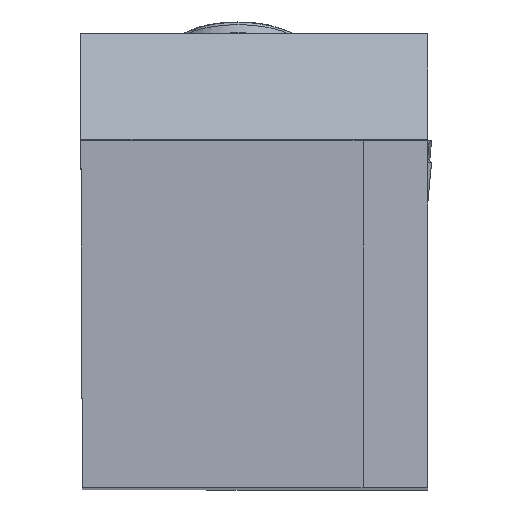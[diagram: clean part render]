
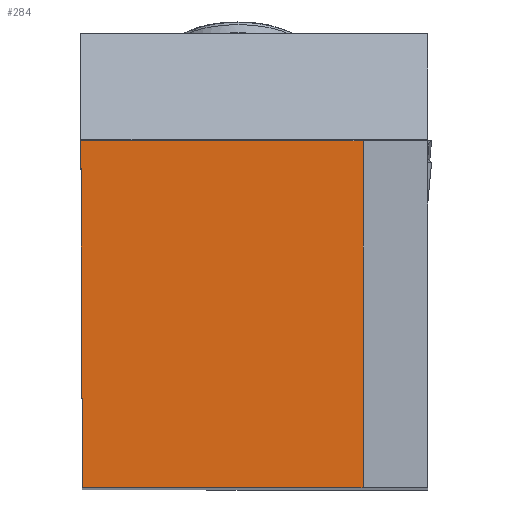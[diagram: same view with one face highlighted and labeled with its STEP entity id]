
A CAD part, top view. The second image highlights one B-rep face of the part: STEP entity #284.
In plain terms, the highlighted planar face has unit normal (0, 0, 1).
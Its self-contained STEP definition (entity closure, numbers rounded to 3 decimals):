
#284=ADVANCED_FACE('BLANK_BOXF006',(#429),#376,.T.);
#376=PLANE('',#1950);
#429=FACE_OUTER_BOUND('',#522,.T.);
#522=EDGE_LOOP('',(#696,#697,#698,#699));
#696=ORIENTED_EDGE('',*,*,#1365,.T.);
#697=ORIENTED_EDGE('',*,*,#1341,.T.);
#698=ORIENTED_EDGE('',*,*,#1322,.F.);
#699=ORIENTED_EDGE('',*,*,#1366,.F.);
#1151=VERTEX_POINT('',#2652);
#1152=VERTEX_POINT('',#2653);
#1163=VERTEX_POINT('',#2687);
#1177=VERTEX_POINT('',#2774);
#1322=EDGE_CURVE('',#1151,#1152,#1579,.T.);
#1341=EDGE_CURVE('',#1163,#1152,#1593,.T.);
#1365=EDGE_CURVE('',#1177,#1163,#1605,.T.);
#1366=EDGE_CURVE('',#1177,#1151,#1606,.T.);
#1579=LINE('',#2651,#1725);
#1593=LINE('',#2686,#1739);
#1605=LINE('',#2773,#1751);
#1606=LINE('',#2775,#1752);
#1725=VECTOR('',#2130,1.);
#1739=VECTOR('',#2162,1.);
#1751=VECTOR('',#2200,1.);
#1752=VECTOR('',#2201,1.);
#1950=AXIS2_PLACEMENT_3D('',#2776,#2202,#2203);
#2130=DIRECTION('',(-1.,0.,0.));
#2162=DIRECTION('',(0.004,-1.,0.));
#2200=DIRECTION('',(-1.,0.,0.));
#2201=DIRECTION('',(0.,-1.,0.));
#2202=DIRECTION('',(0.,0.,1.));
#2203=DIRECTION('',(-1.,0.,0.));
#2651=CARTESIAN_POINT('',(-22.,0.,0.));
#2652=CARTESIAN_POINT('',(12.951,0.,0.));
#2653=CARTESIAN_POINT('',(0.069,0.,0.));
#2686=CARTESIAN_POINT('',(-0.027,22.021,0.));
#2687=CARTESIAN_POINT('',(0.,15.925,0.));
#2773=CARTESIAN_POINT('',(-22.,15.925,0.));
#2774=CARTESIAN_POINT('',(12.951,15.925,0.));
#2775=CARTESIAN_POINT('',(12.951,0.,0.));
#2776=CARTESIAN_POINT('',(-22.,21.925,0.));
